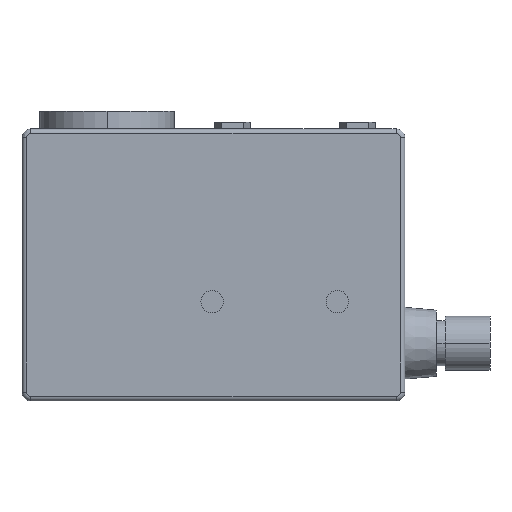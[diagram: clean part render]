
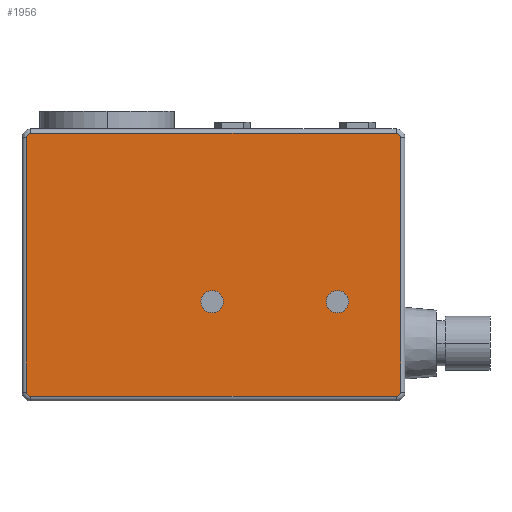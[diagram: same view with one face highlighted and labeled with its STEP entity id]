
A CAD part, left-side view. The second image highlights one B-rep face of the part: STEP entity #1956.
In plain terms, the highlighted planar face has unit normal (-1, 0, 0).
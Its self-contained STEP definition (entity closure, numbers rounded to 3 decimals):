
#301=CARTESIAN_POINT('',(-16.5,43.1,-38.6));
#302=DIRECTION('',(1.,0.,0.));
#303=DIRECTION('',(0.,1.,0.));
#304=AXIS2_PLACEMENT_3D('',#301,#302,#303);
#309=CARTESIAN_POINT('',(-16.5,43.1,-38.6));
#310=DIRECTION('',(1.,0.,0.));
#311=DIRECTION('',(0.,-1.,0.));
#312=AXIS2_PLACEMENT_3D('',#309,#310,#311);
#317=CARTESIAN_POINT('',(-16.5,15.1,-38.6));
#318=DIRECTION('',(1.,0.,0.));
#319=DIRECTION('',(0.,1.,0.));
#320=AXIS2_PLACEMENT_3D('',#317,#318,#319);
#325=CARTESIAN_POINT('',(-16.5,15.1,-38.6));
#326=DIRECTION('',(1.,0.,0.));
#327=DIRECTION('',(0.,-1.,0.));
#328=AXIS2_PLACEMENT_3D('',#325,#326,#327);
#333=DIRECTION('',(0.,0.,-1.));
#334=VECTOR('',#333,56.8);
#335=CARTESIAN_POINT('',(-16.5,84.6,-2.));
#336=LINE('',#335,#334);
#340=CARTESIAN_POINT('',(-16.5,83.6,-2.));
#341=DIRECTION('',(-1.,0.,0.));
#342=DIRECTION('',(0.,0.,1.));
#343=AXIS2_PLACEMENT_3D('',#340,#341,#342);
#348=DIRECTION('',(0.,1.,0.));
#349=VECTOR('',#348,81.6);
#350=CARTESIAN_POINT('',(-16.5,2.,-1.));
#351=LINE('',#350,#349);
#355=CARTESIAN_POINT('',(-16.5,2.,-2.));
#356=DIRECTION('',(-1.,0.,0.));
#357=DIRECTION('',(0.,-1.,0.));
#358=AXIS2_PLACEMENT_3D('',#355,#356,#357);
#363=DIRECTION('',(0.,0.,1.));
#364=VECTOR('',#363,56.8);
#365=CARTESIAN_POINT('',(-16.5,1.,-58.8));
#366=LINE('',#365,#364);
#370=CARTESIAN_POINT('',(-16.5,2.,-58.8));
#371=DIRECTION('',(-1.,0.,0.));
#372=DIRECTION('',(0.,0.,-1.));
#373=AXIS2_PLACEMENT_3D('',#370,#371,#372);
#378=DIRECTION('',(0.,-1.,0.));
#379=VECTOR('',#378,81.6);
#380=CARTESIAN_POINT('',(-16.5,83.6,-59.8));
#381=LINE('',#380,#379);
#385=CARTESIAN_POINT('',(-16.5,83.6,-58.8));
#386=DIRECTION('',(-1.,0.,0.));
#387=DIRECTION('',(0.,1.,0.));
#388=AXIS2_PLACEMENT_3D('',#385,#386,#387);
#1591=CARTESIAN_POINT('',(-16.5,45.6,-38.6));
#1592=CARTESIAN_POINT('',(-16.5,40.6,-38.6));
#1593=VERTEX_POINT('',#1591);
#1594=VERTEX_POINT('',#1592);
#1599=CARTESIAN_POINT('',(-16.5,17.6,-38.6));
#1600=CARTESIAN_POINT('',(-16.5,12.6,-38.6));
#1601=VERTEX_POINT('',#1599);
#1602=VERTEX_POINT('',#1600);
#1635=CARTESIAN_POINT('',(-16.5,84.6,-2.));
#1636=CARTESIAN_POINT('',(-16.5,84.6,-58.8));
#1637=VERTEX_POINT('',#1635);
#1638=VERTEX_POINT('',#1636);
#1643=CARTESIAN_POINT('',(-16.5,83.6,-59.8));
#1644=VERTEX_POINT('',#1643);
#1647=CARTESIAN_POINT('',(-16.5,2.,-59.8));
#1648=VERTEX_POINT('',#1647);
#1651=CARTESIAN_POINT('',(-16.5,1.,-58.8));
#1652=VERTEX_POINT('',#1651);
#1655=CARTESIAN_POINT('',(-16.5,1.,-2.));
#1656=VERTEX_POINT('',#1655);
#1659=CARTESIAN_POINT('',(-16.5,2.,-1.));
#1660=VERTEX_POINT('',#1659);
#1663=CARTESIAN_POINT('',(-16.5,83.6,-1.));
#1664=VERTEX_POINT('',#1663);
#1922=CARTESIAN_POINT('',(-16.5,85.6,0.));
#1923=DIRECTION('',(-1.,0.,0.));
#1924=DIRECTION('',(0.,-1.,0.));
#1925=AXIS2_PLACEMENT_3D('',#1922,#1923,#1924);
#1926=PLANE('',#1925);
#1928=ORIENTED_EDGE('',*,*,#1927,.F.);
#1930=ORIENTED_EDGE('',*,*,#1929,.F.);
#1932=ORIENTED_EDGE('',*,*,#1931,.F.);
#1934=ORIENTED_EDGE('',*,*,#1933,.F.);
#1936=ORIENTED_EDGE('',*,*,#1935,.F.);
#1937=ORIENTED_EDGE('',*,*,#1912,.F.);
#1939=ORIENTED_EDGE('',*,*,#1938,.F.);
#1941=ORIENTED_EDGE('',*,*,#1940,.F.);
#1942=EDGE_LOOP('',(#1928,#1930,#1932,#1934,#1936,#1937,#1939,#1941));
#1943=FACE_OUTER_BOUND('',#1942,.F.);
#1945=ORIENTED_EDGE('',*,*,#1944,.F.);
#1947=ORIENTED_EDGE('',*,*,#1946,.F.);
#1948=EDGE_LOOP('',(#1945,#1947));
#1949=FACE_BOUND('',#1948,.F.);
#1951=ORIENTED_EDGE('',*,*,#1950,.F.);
#1953=ORIENTED_EDGE('',*,*,#1952,.F.);
#1954=EDGE_LOOP('',(#1951,#1953));
#1955=FACE_BOUND('',#1954,.F.);
#1956=ADVANCED_FACE('',(#1943,#1949,#1955),#1926,.T.);
#305=CIRCLE('',#304,2.5);
#313=CIRCLE('',#312,2.5);
#321=CIRCLE('',#320,2.5);
#329=CIRCLE('',#328,2.5);
#344=CIRCLE('',#343,1.);
#359=CIRCLE('',#358,1.);
#374=CIRCLE('',#373,1.);
#389=CIRCLE('',#388,1.);
#1912=EDGE_CURVE('',#1648,#1652,#374,.T.);
#1927=EDGE_CURVE('',#1637,#1638,#336,.T.);
#1929=EDGE_CURVE('',#1664,#1637,#344,.T.);
#1931=EDGE_CURVE('',#1660,#1664,#351,.T.);
#1933=EDGE_CURVE('',#1656,#1660,#359,.T.);
#1935=EDGE_CURVE('',#1652,#1656,#366,.T.);
#1938=EDGE_CURVE('',#1644,#1648,#381,.T.);
#1940=EDGE_CURVE('',#1638,#1644,#389,.T.);
#1944=EDGE_CURVE('',#1593,#1594,#305,.T.);
#1946=EDGE_CURVE('',#1594,#1593,#313,.T.);
#1950=EDGE_CURVE('',#1601,#1602,#321,.T.);
#1952=EDGE_CURVE('',#1602,#1601,#329,.T.);
